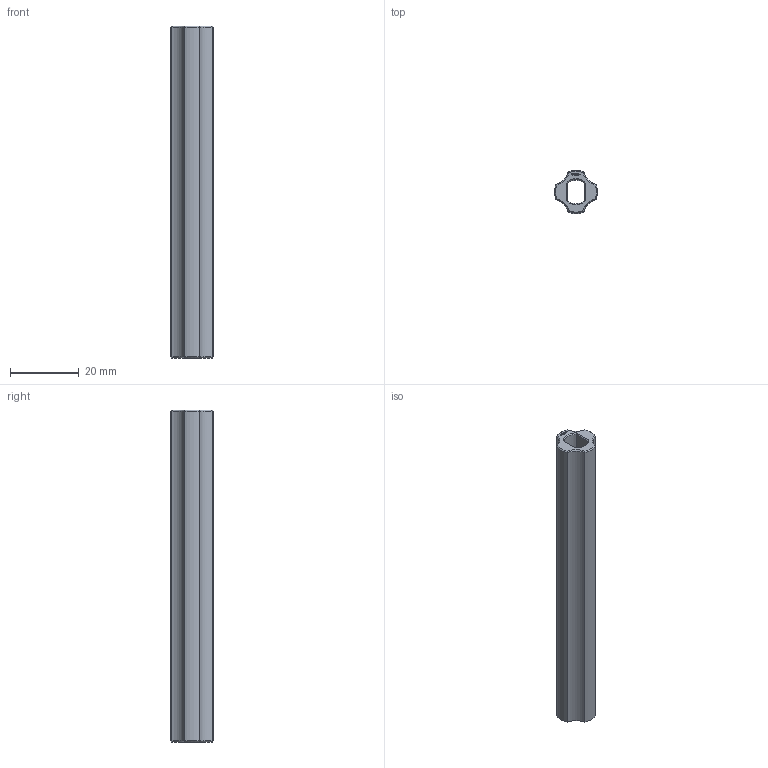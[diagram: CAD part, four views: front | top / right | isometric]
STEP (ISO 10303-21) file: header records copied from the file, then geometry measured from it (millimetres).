
FILE_DESCRIPTION(('FreeCAD Model'),'2;1');
FILE_NAME('Open CASCADE Shape Model','2024-01-01T12:32:20',(''),(''), 'Open CASCADE STEP processor 7.6','FreeCAD','Unknown');
FILE_SCHEMA(('AUTOMOTIVE_DESIGN { 1 0 10303 214 1 1 1 1 }'));
Length unit declared in the file: millimetre
Products named in the file (1): Spacer FXD BU01.00x07.75 - SPN-SPR-0034 (stemfie.org)
Bounding box: 12.47 x 12.47 x 96.88 mm (x, y, z)
Volume: 7089.8 mm3; surface area: 6005 mm2
Topology: 1 solids, 1 shells, 542 faces, 1497 edges, 990 vertices
Faces by surface type: plane 322, extrusion 190, cone 20, cylinder 10
Entity records: 36920 total; most frequent: CARTESIAN_POINT 8124, DIRECTION 4651, VECTOR 3789, LINE 3599, ORIENTED_EDGE 2994, PCURVE 2994, DEFINITIONAL_REPRESENTATION 2994, EDGE_CURVE 1497
